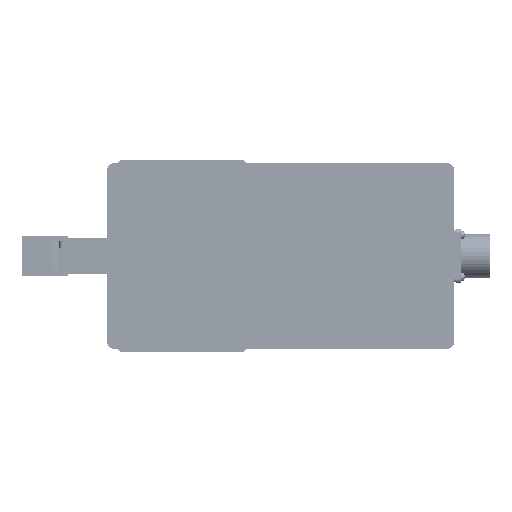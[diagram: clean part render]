
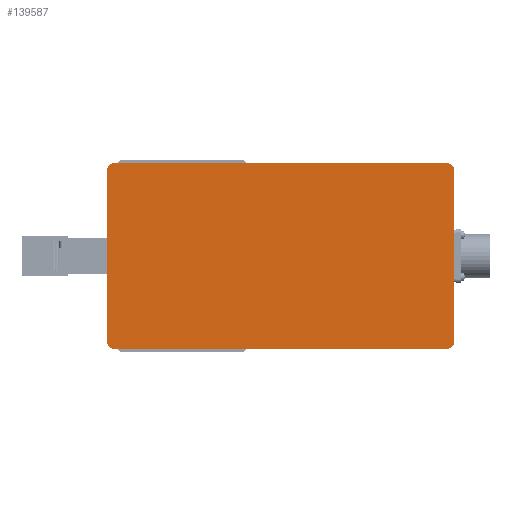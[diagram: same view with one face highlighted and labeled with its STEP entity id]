
A CAD part, front view. The second image highlights one B-rep face of the part: STEP entity #139587.
In plain terms, the highlighted face is planar.
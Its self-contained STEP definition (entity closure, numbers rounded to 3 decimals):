
#3786 = DIRECTION ( 'NONE',  ( 0., 0., -1. ) ) ;
#4244 = CARTESIAN_POINT ( 'NONE',  ( 65.001, 185.5, -141. ) ) ;
#4895 = ORIENTED_EDGE ( 'NONE', *, *, #71984, .T. ) ;
#6383 = EDGE_CURVE ( 'NONE', #22917, #94134, #46170, .T. ) ;
#7094 = DIRECTION ( 'NONE',  ( -1., 0., 0. ) ) ;
#7994 = DIRECTION ( 'NONE',  ( 0., 0., -1. ) ) ;
#8523 = PLANE ( 'NONE',  #94798 ) ;
#9648 = VECTOR ( 'NONE', #129061, 1000. ) ;
#14768 = ORIENTED_EDGE ( 'NONE', *, *, #6383, .T. ) ;
#16270 = DIRECTION ( 'NONE',  ( 1., 0., 0. ) ) ;
#18509 = LINE ( 'NONE', #120512, #77119 ) ;
#22158 = DIRECTION ( 'NONE',  ( 0., 1., 0. ) ) ;
#22604 = AXIS2_PLACEMENT_3D ( 'NONE', #86997, #42114, #7094 ) ;
#22917 = VERTEX_POINT ( 'NONE', #135969 ) ;
#24256 = CARTESIAN_POINT ( 'NONE',  ( -60., -52.501, -141. ) ) ;
#27048 = ORIENTED_EDGE ( 'NONE', *, *, #65969, .T. ) ;
#35542 = CARTESIAN_POINT ( 'NONE',  ( -65.001, 185.5, -141. ) ) ;
#42114 = DIRECTION ( 'NONE',  ( 0., 0., -1. ) ) ;
#44504 = EDGE_CURVE ( 'NONE', #72985, #74502, #134644, .T. ) ;
#45009 = ORIENTED_EDGE ( 'NONE', *, *, #144122, .T. ) ;
#45016 = VERTEX_POINT ( 'NONE', #123146 ) ;
#45072 = CARTESIAN_POINT ( 'NONE',  ( 65.001, 185.5, -141. ) ) ;
#46170 = LINE ( 'NONE', #138959, #9648 ) ;
#46187 = EDGE_LOOP ( 'NONE', ( #116556, #14768, #66670, #128634, #71651, #27048, #45009, #4895 ) ) ;
#47220 = CARTESIAN_POINT ( 'NONE',  ( -60., 190.501, -141. ) ) ;
#48808 = VECTOR ( 'NONE', #73459, 1000. ) ;
#52100 = AXIS2_PLACEMENT_3D ( 'NONE', #110590, #97679, #63439 ) ;
#57156 = DIRECTION ( 'NONE',  ( 0., 0., -1. ) ) ;
#63439 = DIRECTION ( 'NONE',  ( -1., 0., 0. ) ) ;
#65969 = EDGE_CURVE ( 'NONE', #74502, #145624, #18509, .T. ) ;
#66670 = ORIENTED_EDGE ( 'NONE', *, *, #110974, .T. ) ;
#69864 = CARTESIAN_POINT ( 'NONE',  ( -65.001, -47.5, -141. ) ) ;
#69886 = EDGE_CURVE ( 'NONE', #89547, #72985, #123395, .T. ) ;
#70002 = CARTESIAN_POINT ( 'NONE',  ( 60., 190.501, -141. ) ) ;
#71651 = ORIENTED_EDGE ( 'NONE', *, *, #44504, .T. ) ;
#71984 = EDGE_CURVE ( 'NONE', #92200, #45016, #84167, .T. ) ;
#72985 = VERTEX_POINT ( 'NONE', #35542 ) ;
#73459 = DIRECTION ( 'NONE',  ( 0., -1., 0. ) ) ;
#74502 = VERTEX_POINT ( 'NONE', #47220 ) ;
#74561 = EDGE_CURVE ( 'NONE', #45016, #22917, #105040, .T. ) ;
#77119 = VECTOR ( 'NONE', #16270, 1000. ) ;
#79756 = AXIS2_PLACEMENT_3D ( 'NONE', #138028, #7994, #103823 ) ;
#84167 = LINE ( 'NONE', #4244, #48808 ) ;
#86997 = CARTESIAN_POINT ( 'NONE',  ( 60., 185.5, -141. ) ) ;
#87976 = AXIS2_PLACEMENT_3D ( 'NONE', #108008, #3786, #127840 ) ;
#89547 = VERTEX_POINT ( 'NONE', #69864 ) ;
#92200 = VERTEX_POINT ( 'NONE', #45072 ) ;
#94134 = VERTEX_POINT ( 'NONE', #24256 ) ;
#94798 = AXIS2_PLACEMENT_3D ( 'NONE', #112758, #57156, #147749 ) ;
#97679 = DIRECTION ( 'NONE',  ( 0., 0., -1. ) ) ;
#103823 = DIRECTION ( 'NONE',  ( -1., 0., 0. ) ) ;
#105040 = CIRCLE ( 'NONE', #87976, 5.001 ) ;
#108008 = CARTESIAN_POINT ( 'NONE',  ( 60., -47.5, -141. ) ) ;
#110590 = CARTESIAN_POINT ( 'NONE',  ( -60., 185.5, -141. ) ) ;
#110974 = EDGE_CURVE ( 'NONE', #94134, #89547, #142945, .T. ) ;
#112758 = CARTESIAN_POINT ( 'NONE',  ( 60., -47.5, -141. ) ) ;
#116556 = ORIENTED_EDGE ( 'NONE', *, *, #74561, .T. ) ;
#120512 = CARTESIAN_POINT ( 'NONE',  ( -60., 190.501, -141. ) ) ;
#123146 = CARTESIAN_POINT ( 'NONE',  ( 65.001, -47.5, -141. ) ) ;
#123395 = LINE ( 'NONE', #135565, #150351 ) ;
#126394 = FACE_OUTER_BOUND ( 'NONE', #46187, .T. ) ;
#127105 = CIRCLE ( 'NONE', #22604, 5.001 ) ;
#127840 = DIRECTION ( 'NONE',  ( -1., 0., 0. ) ) ;
#128634 = ORIENTED_EDGE ( 'NONE', *, *, #69886, .T. ) ;
#129061 = DIRECTION ( 'NONE',  ( -1., 0., 0. ) ) ;
#134644 = CIRCLE ( 'NONE', #52100, 5.001 ) ;
#135565 = CARTESIAN_POINT ( 'NONE',  ( -65.001, -47.5, -141. ) ) ;
#135969 = CARTESIAN_POINT ( 'NONE',  ( 60., -52.501, -141. ) ) ;
#138028 = CARTESIAN_POINT ( 'NONE',  ( -60., -47.5, -141. ) ) ;
#138959 = CARTESIAN_POINT ( 'NONE',  ( 60., -52.501, -141. ) ) ;
#139587 = ADVANCED_FACE ( 'NONE', ( #126394 ), #8523, .T. ) ;
#142945 = CIRCLE ( 'NONE', #79756, 5.001 ) ;
#144122 = EDGE_CURVE ( 'NONE', #145624, #92200, #127105, .T. ) ;
#145624 = VERTEX_POINT ( 'NONE', #70002 ) ;
#147749 = DIRECTION ( 'NONE',  ( -1., 0., 0. ) ) ;
#150351 = VECTOR ( 'NONE', #22158, 1000. ) ;
